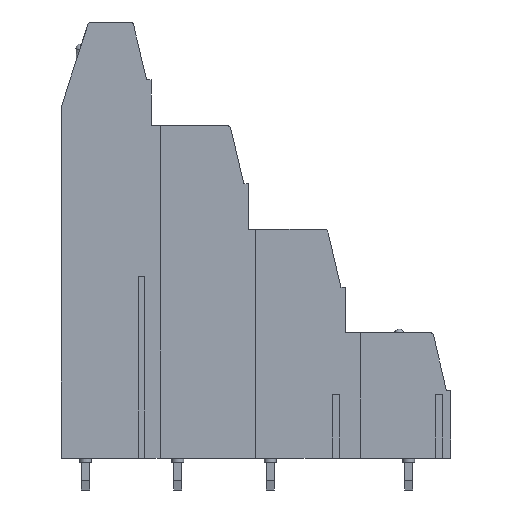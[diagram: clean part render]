
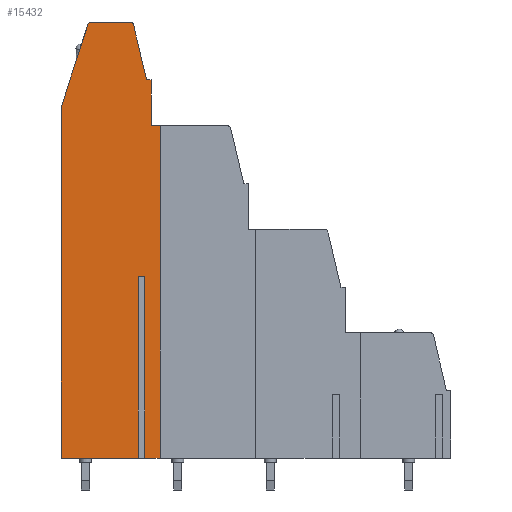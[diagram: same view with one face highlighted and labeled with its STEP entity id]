
A CAD part, left-side view. The second image highlights one B-rep face of the part: STEP entity #15432.
In plain terms, the highlighted planar face has unit normal (-1, 0, 0).
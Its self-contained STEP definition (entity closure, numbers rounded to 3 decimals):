
#13874=CARTESIAN_POINT('',(-10.16,27.35,36.6));
#13875=VERTEX_POINT('',#13874);
#13882=CARTESIAN_POINT('',(-10.16,27.35,0.0));
#13883=VERTEX_POINT('',#13882);
#13884=CARTESIAN_POINT('',(-10.16,27.35,36.6));
#13885=DIRECTION('',(0.0,0.0,-1.0));
#13886=VECTOR('',#13885,36.6);
#13887=LINE('',#13884,#13886);
#13888=EDGE_CURVE('',#13875,#13883,#13887,.T.);
#14017=CARTESIAN_POINT('',(-10.16,28.35,36.6));
#14018=VERTEX_POINT('',#14017);
#14025=CARTESIAN_POINT('',(-10.16,27.35,36.6));
#14026=DIRECTION('',(0.0,1.0,0.0));
#14027=VECTOR('',#14026,1.);
#14028=LINE('',#14025,#14027);
#14029=EDGE_CURVE('',#13875,#14018,#14028,.T.);
#14417=CARTESIAN_POINT('',(-10.16,28.35,41.65));
#14418=VERTEX_POINT('',#14417);
#14425=CARTESIAN_POINT('',(-10.16,28.35,41.65));
#14426=DIRECTION('',(0.0,0.0,-1.0));
#14427=VECTOR('',#14426,5.05);
#14428=LINE('',#14425,#14427);
#14429=EDGE_CURVE('',#14418,#14018,#14428,.T.);
#14770=CARTESIAN_POINT('',(-10.16,29.173,0.0));
#14771=VERTEX_POINT('',#14770);
#14772=CARTESIAN_POINT('',(-10.16,29.173,0.0));
#14773=DIRECTION('',(0.0,-1.0,0.0));
#14774=VECTOR('',#14773,1.823);
#14775=LINE('',#14772,#14774);
#14776=EDGE_CURVE('',#14771,#13883,#14775,.T.);
#14826=CARTESIAN_POINT('',(-10.16,29.587,0.0));
#14827=VERTEX_POINT('',#14826);
#14834=CARTESIAN_POINT('',(-10.16,38.25,0.0));
#14835=VERTEX_POINT('',#14834);
#14836=CARTESIAN_POINT('',(-10.16,38.25,0.0));
#14837=DIRECTION('',(0.0,-1.0,0.0));
#14838=VECTOR('',#14837,8.663);
#14839=LINE('',#14836,#14838);
#14840=EDGE_CURVE('',#14835,#14827,#14839,.T.);
#14953=CARTESIAN_POINT('',(-10.16,38.25,38.613));
#14954=VERTEX_POINT('',#14953);
#14970=CARTESIAN_POINT('',(-10.16,38.25,38.613));
#14971=DIRECTION('',(0.0,0.0,-1.0));
#14972=VECTOR('',#14971,38.613);
#14973=LINE('',#14970,#14972);
#14974=EDGE_CURVE('',#14954,#14835,#14973,.T.);
#14986=CARTESIAN_POINT('',(-10.16,34.909,48.));
#14987=VERTEX_POINT('',#14986);
#14994=CARTESIAN_POINT('',(-10.16,30.667,48.));
#14995=VERTEX_POINT('',#14994);
#14996=CARTESIAN_POINT('',(-10.16,30.667,48.));
#14997=DIRECTION('',(0.0,1.0,0.));
#14998=VECTOR('',#14997,4.243);
#14999=LINE('',#14996,#14998);
#15000=EDGE_CURVE('',#14995,#14987,#14999,.T.);
#15138=CARTESIAN_POINT('',(-10.16,28.85,41.65));
#15139=VERTEX_POINT('',#15138);
#15156=CARTESIAN_POINT('',(-10.16,30.277,47.692));
#15157=VERTEX_POINT('',#15156);
#15164=CARTESIAN_POINT('',(-10.16,28.85,41.65));
#15165=DIRECTION('',(0.0,0.23,0.973));
#15166=VECTOR('',#15165,6.208);
#15167=LINE('',#15164,#15166);
#15168=EDGE_CURVE('',#15139,#15157,#15167,.T.);
#15186=CARTESIAN_POINT('',(-10.16,28.35,41.65));
#15187=DIRECTION('',(0.0,1.0,0.0));
#15188=VECTOR('',#15187,0.5);
#15189=LINE('',#15186,#15188);
#15190=EDGE_CURVE('',#14418,#15139,#15189,.T.);
#15234=CARTESIAN_POINT('',(-10.16,29.173,20.));
#15235=VERTEX_POINT('',#15234);
#15242=CARTESIAN_POINT('',(-10.16,29.587,20.));
#15243=VERTEX_POINT('',#15242);
#15244=CARTESIAN_POINT('',(-10.16,29.173,20.));
#15245=DIRECTION('',(0.0,1.0,0.0));
#15246=VECTOR('',#15245,0.414);
#15247=LINE('',#15244,#15246);
#15248=EDGE_CURVE('',#15235,#15243,#15247,.T.);
#15273=CARTESIAN_POINT('',(-10.16,29.173,20.));
#15274=DIRECTION('',(0.0,0.0,-1.0));
#15275=VECTOR('',#15274,20.);
#15276=LINE('',#15273,#15275);
#15277=EDGE_CURVE('',#15235,#14771,#15276,.T.);
#15370=CARTESIAN_POINT('',(-10.16,29.587,0.0));
#15371=DIRECTION('',(0.0,0.0,1.0));
#15372=VECTOR('',#15371,20.);
#15373=LINE('',#15370,#15372);
#15374=EDGE_CURVE('',#14827,#15243,#15373,.T.);
#15391=CARTESIAN_POINT('',(-10.16,26.805,-2.4));
#15392=DIRECTION('',(1.0,0.0,0.0));
#15393=DIRECTION('',(0.0,1.0,0.0));
#15394=AXIS2_PLACEMENT_3D('',#15391,#15392,#15393);
#15395=PLANE('',#15394);
#15396=ORIENTED_EDGE('',*,*,#13888,.F.);
#15397=ORIENTED_EDGE('',*,*,#14029,.T.);
#15398=ORIENTED_EDGE('',*,*,#14429,.F.);
#15399=ORIENTED_EDGE('',*,*,#15190,.T.);
#15400=ORIENTED_EDGE('',*,*,#15168,.T.);
#15401=CARTESIAN_POINT('',(-10.16,30.667,47.6));
#15402=DIRECTION('',(1.0,0.0,0.0));
#15403=DIRECTION('',(0.0,1.0,0.0));
#15404=AXIS2_PLACEMENT_3D('',#15401,#15402,#15403);
#15405=CIRCLE('',#15404,0.4);
#15406=EDGE_CURVE('',#14995,#15157,#15405,.T.);
#15407=ORIENTED_EDGE('',*,*,#15406,.F.);
#15408=ORIENTED_EDGE('',*,*,#15000,.T.);
#15409=CARTESIAN_POINT('',(-10.16,35.29,47.724));
#15410=VERTEX_POINT('',#15409);
#15411=CARTESIAN_POINT('',(-10.16,34.909,47.6));
#15412=DIRECTION('',(1.0,0.0,0.0));
#15413=DIRECTION('',(0.0,1.0,0.0));
#15414=AXIS2_PLACEMENT_3D('',#15411,#15412,#15413);
#15415=CIRCLE('',#15414,0.4);
#15416=EDGE_CURVE('',#15410,#14987,#15415,.T.);
#15417=ORIENTED_EDGE('',*,*,#15416,.F.);
#15418=CARTESIAN_POINT('',(-10.16,35.29,47.724));
#15419=DIRECTION('',(0.0,0.309,-0.951));
#15420=VECTOR('',#15419,9.579);
#15421=LINE('',#15418,#15420);
#15422=EDGE_CURVE('',#15410,#14954,#15421,.T.);
#15423=ORIENTED_EDGE('',*,*,#15422,.T.);
#15424=ORIENTED_EDGE('',*,*,#14974,.T.);
#15425=ORIENTED_EDGE('',*,*,#14840,.T.);
#15426=ORIENTED_EDGE('',*,*,#15374,.T.);
#15427=ORIENTED_EDGE('',*,*,#15248,.F.);
#15428=ORIENTED_EDGE('',*,*,#15277,.T.);
#15429=ORIENTED_EDGE('',*,*,#14776,.T.);
#15430=EDGE_LOOP('',(#15396,#15397,#15398,#15399,#15400,#15407,#15408,#15417,#15423,#15424,#15425,#15426,#15427,#15428,#15429));
#15431=FACE_OUTER_BOUND('',#15430,.T.);
#15432=ADVANCED_FACE('',(#15431),#15395,.F.);
